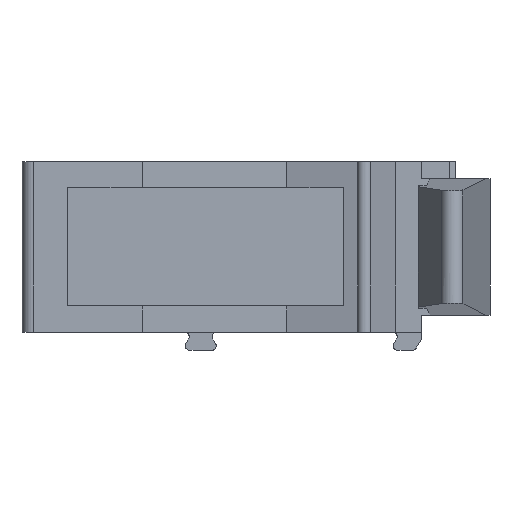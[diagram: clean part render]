
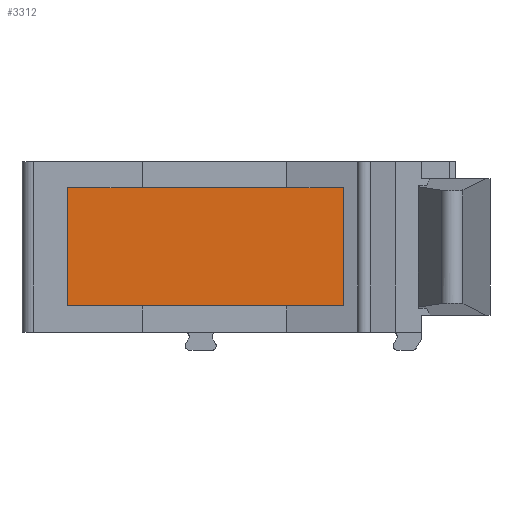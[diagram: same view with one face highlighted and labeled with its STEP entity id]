
A CAD part, front view. The second image highlights one B-rep face of the part: STEP entity #3312.
In plain terms, the highlighted planar face has unit normal (0, -1, 0).
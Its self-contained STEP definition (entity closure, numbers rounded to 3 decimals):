
#1108=DIRECTION('',(0.,0.,-1.));
#1109=VECTOR('',#1108,5.2);
#1110=CARTESIAN_POINT('',(-14.1,-9.08,2.6));
#1111=LINE('',#1110,#1109);
#1112=DIRECTION('',(-1.,0.,0.));
#1113=VECTOR('',#1112,12.15);
#1114=CARTESIAN_POINT('',(-1.95,-9.08,2.6));
#1115=LINE('',#1114,#1113);
#1116=DIRECTION('',(0.,0.,1.));
#1117=VECTOR('',#1116,5.2);
#1118=CARTESIAN_POINT('',(-1.95,-9.08,-2.6));
#1119=LINE('',#1118,#1117);
#1120=DIRECTION('',(1.,0.,0.));
#1121=VECTOR('',#1120,12.15);
#1122=CARTESIAN_POINT('',(-14.1,-9.08,-2.6));
#1123=LINE('',#1122,#1121);
#1800=CARTESIAN_POINT('',(-14.1,-9.08,2.6));
#1801=CARTESIAN_POINT('',(-14.1,-9.08,-2.6));
#1802=VERTEX_POINT('',#1800);
#1803=VERTEX_POINT('',#1801);
#1804=CARTESIAN_POINT('',(-1.95,-9.08,-2.6));
#1805=VERTEX_POINT('',#1804);
#1806=CARTESIAN_POINT('',(-1.95,-9.08,2.6));
#1807=VERTEX_POINT('',#1806);
#3300=CARTESIAN_POINT('',(0.,-9.08,-3.75));
#3301=DIRECTION('',(0.,-1.,0.));
#3302=DIRECTION('',(1.,0.,0.));
#3303=AXIS2_PLACEMENT_3D('',#3300,#3301,#3302);
#3304=PLANE('',#3303);
#3306=ORIENTED_EDGE('',*,*,#3305,.F.);
#3307=ORIENTED_EDGE('',*,*,#3280,.F.);
#3308=ORIENTED_EDGE('',*,*,#3294,.F.);
#3309=ORIENTED_EDGE('',*,*,#3202,.F.);
#3310=EDGE_LOOP('',(#3306,#3307,#3308,#3309));
#3311=FACE_OUTER_BOUND('',#3310,.F.);
#3202=EDGE_CURVE('',#1803,#1805,#1123,.T.);
#3280=EDGE_CURVE('',#1807,#1802,#1115,.T.);
#3294=EDGE_CURVE('',#1805,#1807,#1119,.T.);
#3305=EDGE_CURVE('',#1802,#1803,#1111,.T.);
#3312=ADVANCED_FACE('',(#3311),#3304,.T.);
